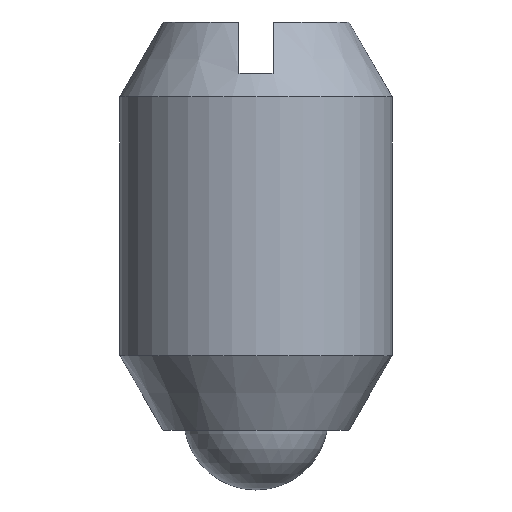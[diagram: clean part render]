
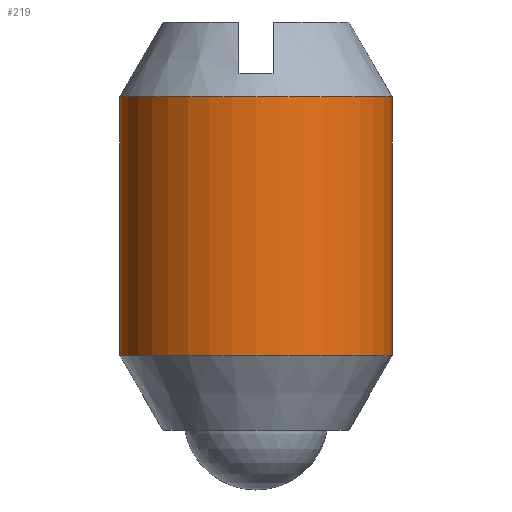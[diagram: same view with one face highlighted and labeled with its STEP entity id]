
A CAD part, front view. The second image highlights one B-rep face of the part: STEP entity #219.
In plain terms, the highlighted cylindrical face has radius 8 mm (diameter 16 mm), a partial arc.
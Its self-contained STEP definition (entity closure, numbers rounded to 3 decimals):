
#157=EDGE_CURVE('',#299,#189,#380,.T.);
#169=EDGE_CURVE('',#301,#233,#392,.T.);
#189=VERTEX_POINT('',#415);
#191=EDGE_CURVE('',#233,#189,#417,.T.);
#219=ADVANCED_FACE('',(#449),#450,.T.);
#233=VERTEX_POINT('',#464);
#287=EDGE_CURVE('',#299,#301,#524,.T.);
#299=VERTEX_POINT('',#538);
#301=VERTEX_POINT('',#540);
#380=CIRCLE('',#623,8.0);
#392=CIRCLE('',#649,8.0);
#415=CARTESIAN_POINT('',(-8.,0.,7.9));
#417=LINE('',#677,#678);
#449=FACE_OUTER_BOUND('',#731,.T.);
#450=CYLINDRICAL_SURFACE('',#732,8.0);
#464=CARTESIAN_POINT('',(-8.,0.,23.1));
#524=LINE('',#835,#836);
#538=CARTESIAN_POINT('',(8.,0.,7.9));
#540=CARTESIAN_POINT('',(8.,0.,23.1));
#623=AXIS2_PLACEMENT_3D('',#953,#954,#955);
#649=AXIS2_PLACEMENT_3D('',#960,#961,#962);
#677=CARTESIAN_POINT('',(-8.,0.,15.5));
#678=VECTOR('',#996,1.0);
#731=EDGE_LOOP('',(#1042,#1043,#1044,#1045));
#732=AXIS2_PLACEMENT_3D('',#1046,#1047,#1048);
#835=CARTESIAN_POINT('',(8.,0.,15.5));
#836=VECTOR('',#1134,1.0);
#953=CARTESIAN_POINT('',(0.,0.,7.9));
#954=DIRECTION('',(0.0,0.0,-1.0));
#955=DIRECTION('',(-1.0,0.,0.0));
#960=CARTESIAN_POINT('',(0.,0.,23.1));
#961=DIRECTION('',(0.0,0.0,-1.0));
#962=DIRECTION('',(-1.0,0.,0.0));
#996=DIRECTION('',(0.0,0.0,-1.0));
#1042=ORIENTED_EDGE('',*,*,#191,.T.);
#1043=ORIENTED_EDGE('',*,*,#157,.F.);
#1044=ORIENTED_EDGE('',*,*,#287,.T.);
#1045=ORIENTED_EDGE('',*,*,#169,.T.);
#1046=CARTESIAN_POINT('',(0.,0.,15.5));
#1047=DIRECTION('',(-0.0,-0.0,1.0));
#1048=DIRECTION('',(-1.0,0.,0.0));
#1134=DIRECTION('',(-0.0,-0.0,1.0));
